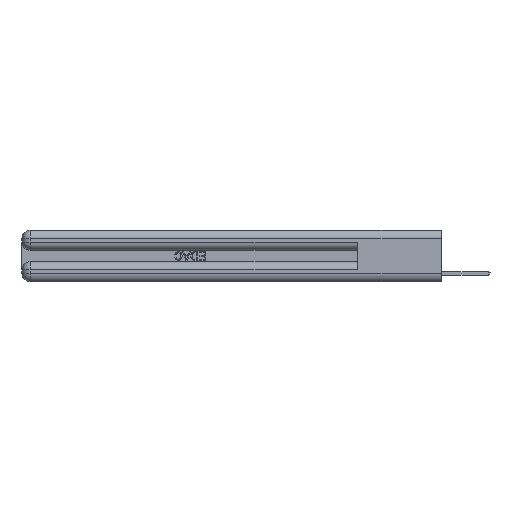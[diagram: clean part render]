
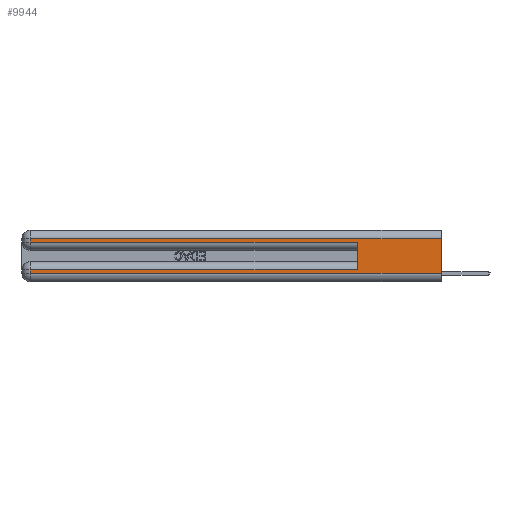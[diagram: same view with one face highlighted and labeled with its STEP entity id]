
A CAD part, left-side view. The second image highlights one B-rep face of the part: STEP entity #9944.
In plain terms, the highlighted planar face has unit normal (-1, 0, 0).
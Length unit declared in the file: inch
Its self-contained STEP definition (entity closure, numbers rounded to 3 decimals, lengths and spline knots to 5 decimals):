
#23 = CARTESIAN_POINT ( 'NONE',  ( 0., 0., 0.37 ) ) ;
#266 = EDGE_CURVE ( 'NONE', #11581, #18094, #14024, .T. ) ;
#400 = CARTESIAN_POINT ( 'NONE',  ( 0., 2.94, 0.06 ) ) ;
#425 = DIRECTION ( 'NONE',  ( 0., 0., -1. ) ) ;
#464 = LINE ( 'NONE', #9096, #1101 ) ;
#740 = VECTOR ( 'NONE', #12328, 39.37008 ) ;
#777 = CARTESIAN_POINT ( 'NONE',  ( 0., 0., 0.285 ) ) ;
#1101 = VECTOR ( 'NONE', #9188, 39.37008 ) ;
#1140 = LINE ( 'NONE', #24826, #14809 ) ;
#1369 = EDGE_CURVE ( 'NONE', #10298, #17312, #3898, .T. ) ;
#1450 = LINE ( 'NONE', #23, #8994 ) ;
#2681 = LINE ( 'NONE', #22367, #740 ) ;
#2963 = VECTOR ( 'NONE', #4957, 39.37008 ) ;
#3162 = EDGE_LOOP ( 'NONE', ( #3647, #24204, #8623, #8047, #15779, #6403, #22184, #19852 ) ) ;
#3647 = ORIENTED_EDGE ( 'NONE', *, *, #22258, .F. ) ;
#3898 = LINE ( 'NONE', #4789, #9481 ) ;
#4789 = CARTESIAN_POINT ( 'NONE',  ( 0., 0., 0.06 ) ) ;
#4810 = FACE_OUTER_BOUND ( 'NONE', #3162, .T. ) ;
#4957 = DIRECTION ( 'NONE',  ( 0., 0., 1. ) ) ;
#5237 = CARTESIAN_POINT ( 'NONE',  ( 0., 2.94, 0.285 ) ) ;
#5321 = DIRECTION ( 'NONE',  ( 1., 0., 0. ) ) ;
#5405 = PLANE ( 'NONE',  #14322 ) ;
#5491 = DIRECTION ( 'NONE',  ( 0., 0., -1. ) ) ;
#6403 = ORIENTED_EDGE ( 'NONE', *, *, #7191, .T. ) ;
#6636 = CARTESIAN_POINT ( 'NONE',  ( 0., 0., 0.31 ) ) ;
#6987 = CARTESIAN_POINT ( 'NONE',  ( 0., 0.6, 0.285 ) ) ;
#7191 = EDGE_CURVE ( 'NONE', #11581, #15011, #1140, .T. ) ;
#7248 = CARTESIAN_POINT ( 'NONE',  ( 0., 2.94, 0.085 ) ) ;
#8047 = ORIENTED_EDGE ( 'NONE', *, *, #26095, .T. ) ;
#8623 = ORIENTED_EDGE ( 'NONE', *, *, #23072, .T. ) ;
#8994 = VECTOR ( 'NONE', #24917, 39.37008 ) ;
#9096 = CARTESIAN_POINT ( 'NONE',  ( 0., 2.94, 0.37 ) ) ;
#9188 = DIRECTION ( 'NONE',  ( 0., 0., -1. ) ) ;
#9481 = VECTOR ( 'NONE', #23591, 39.37008 ) ;
#9944 = ADVANCED_FACE ( 'NONE', ( #4810 ), #5405, .F. ) ;
#9965 = VERTEX_POINT ( 'NONE', #5237 ) ;
#10298 = VERTEX_POINT ( 'NONE', #400 ) ;
#10746 = LINE ( 'NONE', #23218, #19162 ) ;
#11581 = VERTEX_POINT ( 'NONE', #11923 ) ;
#11826 = VERTEX_POINT ( 'NONE', #6636 ) ;
#11923 = CARTESIAN_POINT ( 'NONE',  ( 0., 0.6, 0.085 ) ) ;
#12002 = EDGE_CURVE ( 'NONE', #15011, #10298, #464, .T. ) ;
#12328 = DIRECTION ( 'NONE',  ( 0., 1., 0. ) ) ;
#13151 = LINE ( 'NONE', #777, #19616 ) ;
#14024 = LINE ( 'NONE', #19320, #2963 ) ;
#14322 = AXIS2_PLACEMENT_3D ( 'NONE', #17667, #5321, #5491 ) ;
#14801 = CARTESIAN_POINT ( 'NONE',  ( 0., 0., 0.06 ) ) ;
#14809 = VECTOR ( 'NONE', #18367, 39.37008 ) ;
#15011 = VERTEX_POINT ( 'NONE', #7248 ) ;
#15779 = ORIENTED_EDGE ( 'NONE', *, *, #266, .F. ) ;
#17232 = DIRECTION ( 'NONE',  ( 0., -1., 0. ) ) ;
#17312 = VERTEX_POINT ( 'NONE', #14801 ) ;
#17667 = CARTESIAN_POINT ( 'NONE',  ( 0., 0., 0.37 ) ) ;
#18094 = VERTEX_POINT ( 'NONE', #6987 ) ;
#18305 = EDGE_CURVE ( 'NONE', #11826, #26049, #2681, .T. ) ;
#18367 = DIRECTION ( 'NONE',  ( 0., 1., 0. ) ) ;
#19152 = CARTESIAN_POINT ( 'NONE',  ( 0., 2.94, 0.31 ) ) ;
#19162 = VECTOR ( 'NONE', #425, 39.37008 ) ;
#19320 = CARTESIAN_POINT ( 'NONE',  ( 0., 0.6, 0.145 ) ) ;
#19616 = VECTOR ( 'NONE', #17232, 39.37008 ) ;
#19852 = ORIENTED_EDGE ( 'NONE', *, *, #1369, .T. ) ;
#22184 = ORIENTED_EDGE ( 'NONE', *, *, #12002, .T. ) ;
#22258 = EDGE_CURVE ( 'NONE', #11826, #17312, #1450, .T. ) ;
#22367 = CARTESIAN_POINT ( 'NONE',  ( 0., 0., 0.31 ) ) ;
#23072 = EDGE_CURVE ( 'NONE', #26049, #9965, #10746, .T. ) ;
#23218 = CARTESIAN_POINT ( 'NONE',  ( 0., 2.94, 0.37 ) ) ;
#23591 = DIRECTION ( 'NONE',  ( 0., -1., 0. ) ) ;
#24204 = ORIENTED_EDGE ( 'NONE', *, *, #18305, .T. ) ;
#24826 = CARTESIAN_POINT ( 'NONE',  ( 0., 0., 0.085 ) ) ;
#24917 = DIRECTION ( 'NONE',  ( 0., 0., -1. ) ) ;
#26049 = VERTEX_POINT ( 'NONE', #19152 ) ;
#26095 = EDGE_CURVE ( 'NONE', #9965, #18094, #13151, .T. ) ;
